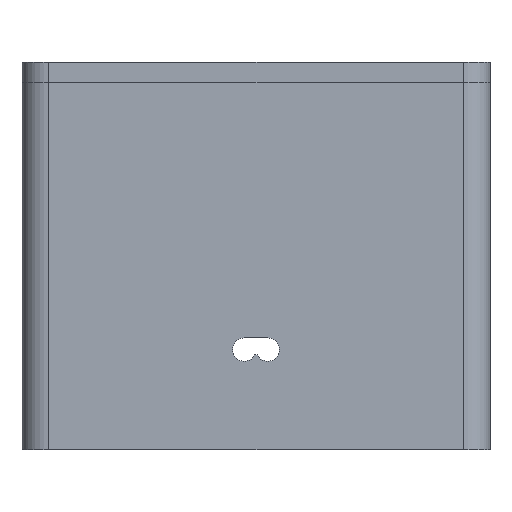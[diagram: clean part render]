
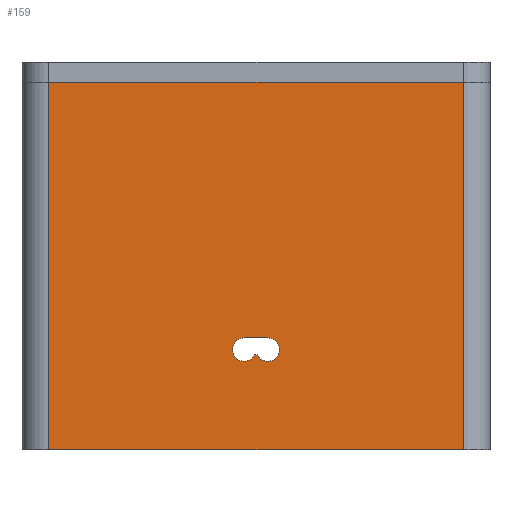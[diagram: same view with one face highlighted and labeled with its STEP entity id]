
A CAD part, left-side view. The second image highlights one B-rep face of the part: STEP entity #159.
In plain terms, the highlighted planar face has unit normal (-1, 0, 0).
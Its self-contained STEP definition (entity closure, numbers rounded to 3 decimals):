
#46 = VERTEX_POINT('',#47);
#47 = CARTESIAN_POINT('',(-55.,31.,0.));
#54 = EDGE_CURVE('',#55,#46,#57,.T.);
#55 = VERTEX_POINT('',#56);
#56 = CARTESIAN_POINT('',(-55.,-31.,0.));
#57 = LINE('',#58,#59);
#58 = CARTESIAN_POINT('',(-55.,-31.,0.));
#59 = VECTOR('',#60,1.);
#60 = DIRECTION('',(0.,1.,0.));
#159 = ADVANCED_FACE('',(#160,#185),#221,.T.);
#160 = FACE_BOUND('',#161,.T.);
#161 = EDGE_LOOP('',(#162,#170,#178,#184));
#162 = ORIENTED_EDGE('',*,*,#163,.T.);
#163 = EDGE_CURVE('',#55,#164,#166,.T.);
#164 = VERTEX_POINT('',#165);
#165 = CARTESIAN_POINT('',(-55.,-31.,55.));
#166 = LINE('',#167,#168);
#167 = CARTESIAN_POINT('',(-55.,-31.,0.));
#168 = VECTOR('',#169,1.);
#169 = DIRECTION('',(0.,0.,1.));
#170 = ORIENTED_EDGE('',*,*,#171,.T.);
#171 = EDGE_CURVE('',#164,#172,#174,.T.);
#172 = VERTEX_POINT('',#173);
#173 = CARTESIAN_POINT('',(-55.,31.,55.));
#174 = LINE('',#175,#176);
#175 = CARTESIAN_POINT('',(-55.,-31.,55.));
#176 = VECTOR('',#177,1.);
#177 = DIRECTION('',(0.,1.,0.));
#178 = ORIENTED_EDGE('',*,*,#179,.F.);
#179 = EDGE_CURVE('',#46,#172,#180,.T.);
#180 = LINE('',#181,#182);
#181 = CARTESIAN_POINT('',(-55.,31.,0.));
#182 = VECTOR('',#183,1.);
#183 = DIRECTION('',(0.,0.,1.));
#184 = ORIENTED_EDGE('',*,*,#54,.F.);
#185 = FACE_BOUND('',#186,.T.);
#186 = EDGE_LOOP('',(#187,#198,#206,#215));
#187 = ORIENTED_EDGE('',*,*,#188,.F.);
#188 = EDGE_CURVE('',#189,#191,#193,.T.);
#189 = VERTEX_POINT('',#190);
#190 = CARTESIAN_POINT('',(-55.,1.75,16.75));
#191 = VERTEX_POINT('',#192);
#192 = CARTESIAN_POINT('',(-55.,0.169,14.25));
#193 = CIRCLE('',#194,1.75);
#194 = AXIS2_PLACEMENT_3D('',#195,#196,#197);
#195 = CARTESIAN_POINT('',(-55.,1.75,15.));
#196 = DIRECTION('',(-1.,0.,0.));
#197 = DIRECTION('',(0.,-1.,0.));
#198 = ORIENTED_EDGE('',*,*,#199,.T.);
#199 = EDGE_CURVE('',#189,#200,#202,.T.);
#200 = VERTEX_POINT('',#201);
#201 = CARTESIAN_POINT('',(-55.,-1.75,16.75));
#202 = LINE('',#203,#204);
#203 = CARTESIAN_POINT('',(-55.,1.75,16.75));
#204 = VECTOR('',#205,1.);
#205 = DIRECTION('',(0.,-1.,0.));
#206 = ORIENTED_EDGE('',*,*,#207,.F.);
#207 = EDGE_CURVE('',#208,#200,#210,.T.);
#208 = VERTEX_POINT('',#209);
#209 = CARTESIAN_POINT('',(-55.,-0.169,14.25));
#210 = CIRCLE('',#211,1.75);
#211 = AXIS2_PLACEMENT_3D('',#212,#213,#214);
#212 = CARTESIAN_POINT('',(-55.,-1.75,15.));
#213 = DIRECTION('',(-1.,0.,0.));
#214 = DIRECTION('',(0.,-1.,0.));
#215 = ORIENTED_EDGE('',*,*,#216,.F.);
#216 = EDGE_CURVE('',#191,#208,#217,.T.);
#217 = LINE('',#218,#219);
#218 = CARTESIAN_POINT('',(-55.,0.169,14.25));
#219 = VECTOR('',#220,1.);
#220 = DIRECTION('',(0.,-1.,0.));
#221 = PLANE('',#222);
#222 = AXIS2_PLACEMENT_3D('',#223,#224,#225);
#223 = CARTESIAN_POINT('',(-55.,-31.,0.));
#224 = DIRECTION('',(-1.,0.,0.));
#225 = DIRECTION('',(0.,1.,0.));
